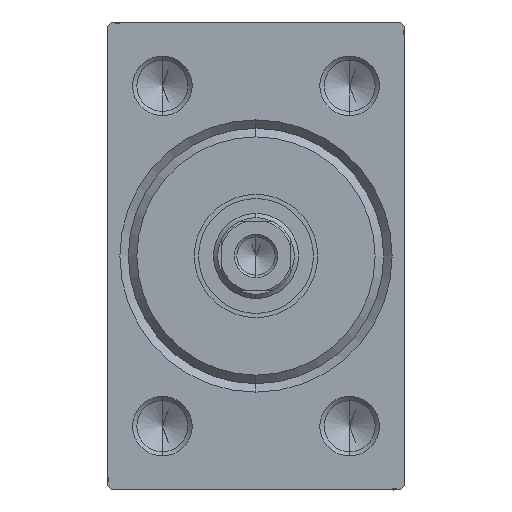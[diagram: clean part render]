
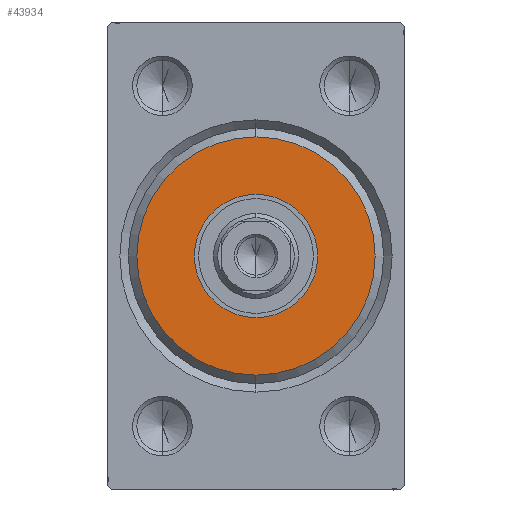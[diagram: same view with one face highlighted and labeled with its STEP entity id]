
A CAD part, left-side view. The second image highlights one B-rep face of the part: STEP entity #43934.
In plain terms, the highlighted face is planar.
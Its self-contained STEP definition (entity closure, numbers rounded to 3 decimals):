
#389 = CARTESIAN_POINT ( 'NONE',  ( 3., 0., 0. ) ) ;
#537 = CARTESIAN_POINT ( 'NONE',  ( 3., 0., 7.25 ) ) ;
#1291 = AXIS2_PLACEMENT_3D ( 'NONE', #15215, #18810, #7833 ) ;
#3831 = EDGE_CURVE ( 'NONE', #4783, #6332, #42829, .T. ) ;
#4201 = ORIENTED_EDGE ( 'NONE', *, *, #3831, .T. ) ;
#4783 = VERTEX_POINT ( 'NONE', #38820 ) ;
#4976 = ORIENTED_EDGE ( 'NONE', *, *, #24367, .F. ) ;
#5782 = EDGE_LOOP ( 'NONE', ( #4201, #44133 ) ) ;
#6332 = VERTEX_POINT ( 'NONE', #33738 ) ;
#7642 = DIRECTION ( 'NONE',  ( 1., 0., 0. ) ) ;
#7833 = DIRECTION ( 'NONE',  ( 0., 0., -1. ) ) ;
#8345 = DIRECTION ( 'NONE',  ( 0., 0., -1. ) ) ;
#8697 = ORIENTED_EDGE ( 'NONE', *, *, #44187, .F. ) ;
#8957 = AXIS2_PLACEMENT_3D ( 'NONE', #389, #23934, #40766 ) ;
#10068 = CARTESIAN_POINT ( 'NONE',  ( 3., 0., -7.25 ) ) ;
#10076 = AXIS2_PLACEMENT_3D ( 'NONE', #31240, #7642, #27882 ) ;
#11044 = EDGE_CURVE ( 'NONE', #6332, #4783, #42155, .T. ) ;
#12163 = PLANE ( 'NONE',  #23709 ) ;
#15215 = CARTESIAN_POINT ( 'NONE',  ( 3., 0., 0. ) ) ;
#17560 = CIRCLE ( 'NONE', #8957, 7.25 ) ;
#18810 = DIRECTION ( 'NONE',  ( 1., 0., 0. ) ) ;
#18894 = DIRECTION ( 'NONE',  ( 1., 0., 0. ) ) ;
#20859 = CIRCLE ( 'NONE', #10076, 7.25 ) ;
#21825 = CARTESIAN_POINT ( 'NONE',  ( 3., 0., 0. ) ) ;
#22835 = CARTESIAN_POINT ( 'NONE',  ( 3., 0., 0. ) ) ;
#23709 = AXIS2_PLACEMENT_3D ( 'NONE', #21825, #18894, #8345 ) ;
#23934 = DIRECTION ( 'NONE',  ( 1., 0., 0. ) ) ;
#24367 = EDGE_CURVE ( 'NONE', #39387, #41787, #17560, .T. ) ;
#27882 = DIRECTION ( 'NONE',  ( 0., 0., -1. ) ) ;
#28813 = FACE_OUTER_BOUND ( 'NONE', #5782, .T. ) ;
#31240 = CARTESIAN_POINT ( 'NONE',  ( 3., 0., 0. ) ) ;
#33613 = DIRECTION ( 'NONE',  ( 1., 0., 0. ) ) ;
#33738 = CARTESIAN_POINT ( 'NONE',  ( 3., 0., -14. ) ) ;
#35748 = FACE_BOUND ( 'NONE', #43655, .T. ) ;
#38593 = AXIS2_PLACEMENT_3D ( 'NONE', #22835, #33613, #43887 ) ;
#38820 = CARTESIAN_POINT ( 'NONE',  ( 3., 0., 14. ) ) ;
#39387 = VERTEX_POINT ( 'NONE', #537 ) ;
#40766 = DIRECTION ( 'NONE',  ( 0., 0., -1. ) ) ;
#41787 = VERTEX_POINT ( 'NONE', #10068 ) ;
#42155 = CIRCLE ( 'NONE', #38593, 14. ) ;
#42829 = CIRCLE ( 'NONE', #1291, 14. ) ;
#43655 = EDGE_LOOP ( 'NONE', ( #8697, #4976 ) ) ;
#43887 = DIRECTION ( 'NONE',  ( 0., 0., -1. ) ) ;
#43934 = ADVANCED_FACE ( 'NONE', ( #28813, #35748 ), #12163, .T. ) ;
#44133 = ORIENTED_EDGE ( 'NONE', *, *, #11044, .T. ) ;
#44187 = EDGE_CURVE ( 'NONE', #41787, #39387, #20859, .T. ) ;
